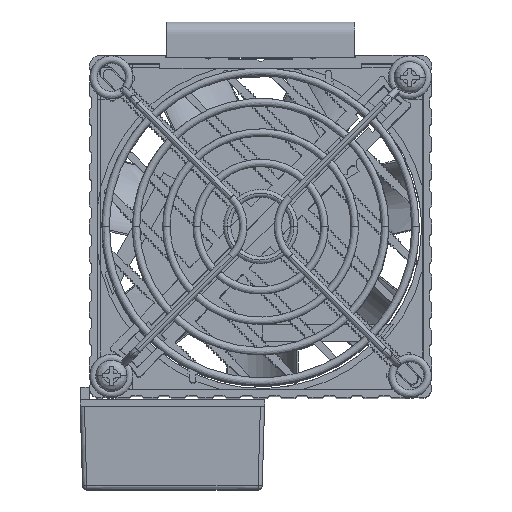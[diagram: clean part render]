
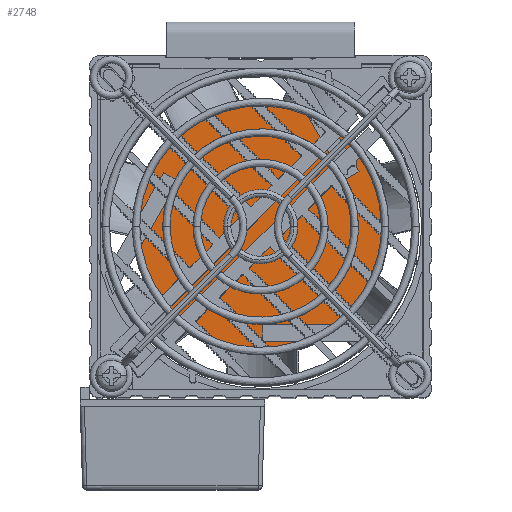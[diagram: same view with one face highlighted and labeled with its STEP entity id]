
A CAD part, top view. The second image highlights one B-rep face of the part: STEP entity #2748.
In plain terms, the highlighted planar face has unit normal (0, 0, 1).
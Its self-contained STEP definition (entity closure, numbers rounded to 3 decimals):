
#2748=ADVANCED_FACE($,(#5530),#39774,.T.);
#5530=FACE_OUTER_BOUND($,#8347,.T.);
#8347=EDGE_LOOP($,(#23186,#23187,#23188,#23189,#23190,#23191,#23192,#23193,
#23194,#23195,#23196,#23197,#23198));
#23186=ORIENTED_EDGE($,*,*,#31457,.T.);
#23187=ORIENTED_EDGE($,*,*,#31428,.T.);
#23188=ORIENTED_EDGE($,*,*,#31427,.T.);
#23189=ORIENTED_EDGE($,*,*,#31459,.T.);
#23190=ORIENTED_EDGE($,*,*,#31433,.T.);
#23191=ORIENTED_EDGE($,*,*,#31441,.T.);
#23192=ORIENTED_EDGE($,*,*,#31432,.T.);
#23193=ORIENTED_EDGE($,*,*,#31431,.T.);
#23194=ORIENTED_EDGE($,*,*,#31443,.T.);
#23195=ORIENTED_EDGE($,*,*,#31449,.T.);
#23196=ORIENTED_EDGE($,*,*,#31430,.T.);
#23197=ORIENTED_EDGE($,*,*,#31429,.T.);
#23198=ORIENTED_EDGE($,*,*,#31451,.T.);
#31427=EDGE_CURVE($,#36788,#36804,#45004,.T.);
#31428=EDGE_CURVE($,#36789,#36788,#45005,.T.);
#31429=EDGE_CURVE($,#36790,#36800,#45006,.T.);
#31430=EDGE_CURVE($,#36791,#36790,#45007,.T.);
#31431=EDGE_CURVE($,#36792,#36796,#45008,.T.);
#31432=EDGE_CURVE($,#36793,#36792,#45009,.T.);
#31433=EDGE_CURVE($,#36794,#36797,#47397,.T.);
#31441=EDGE_CURVE($,#36797,#36793,#45014,.T.);
#31443=EDGE_CURVE($,#36796,#36801,#47401,.T.);
#31449=EDGE_CURVE($,#36801,#36791,#45020,.T.);
#31451=EDGE_CURVE($,#36800,#36805,#47403,.T.);
#31457=EDGE_CURVE($,#36805,#36789,#45025,.T.);
#31459=EDGE_CURVE($,#36804,#36794,#47406,.T.);
#36788=VERTEX_POINT($,#96166);
#36789=VERTEX_POINT($,#96167);
#36790=VERTEX_POINT($,#96168);
#36791=VERTEX_POINT($,#96169);
#36792=VERTEX_POINT($,#96170);
#36793=VERTEX_POINT($,#96171);
#36794=VERTEX_POINT($,#96172);
#36796=VERTEX_POINT($,#96174);
#36797=VERTEX_POINT($,#96175);
#36800=VERTEX_POINT($,#96178);
#36801=VERTEX_POINT($,#96179);
#36804=VERTEX_POINT($,#96182);
#36805=VERTEX_POINT($,#96183);
#39774=PLANE($,#48486);
#45004=B_SPLINE_CURVE_WITH_KNOTS($,1,(#94138,#94139),.UNSPECIFIED.,.F.,.F.,
(2,2),(37.298,55.649),.UNSPECIFIED.);
#45005=B_SPLINE_CURVE_WITH_KNOTS($,1,(#94140,#94141),.UNSPECIFIED.,.F.,.F.,
(2,2),(102.028,106.028),.UNSPECIFIED.);
#45006=B_SPLINE_CURVE_WITH_KNOTS($,1,(#94142,#94143),.UNSPECIFIED.,.F.,.F.,
(2,2),(37.298,55.649),.UNSPECIFIED.);
#45007=B_SPLINE_CURVE_WITH_KNOTS($,1,(#94144,#94145),.UNSPECIFIED.,.F.,.F.,
(2,2),(102.028,106.028),.UNSPECIFIED.);
#45008=B_SPLINE_CURVE_WITH_KNOTS($,1,(#94146,#94147),.UNSPECIFIED.,.F.,.F.,
(2,2),(37.298,55.649),.UNSPECIFIED.);
#45009=B_SPLINE_CURVE_WITH_KNOTS($,1,(#94148,#94149),.UNSPECIFIED.,.F.,.F.,
(2,2),(102.028,106.028),.UNSPECIFIED.);
#45014=B_SPLINE_CURVE_WITH_KNOTS($,1,(#94176,#94177),.UNSPECIFIED.,.F.,.F.,
(2,2),(90.265,102.028),.UNSPECIFIED.);
#45020=B_SPLINE_CURVE_WITH_KNOTS($,1,(#94204,#94205),.UNSPECIFIED.,.F.,.F.,
(2,2),(90.265,102.028),.UNSPECIFIED.);
#45025=B_SPLINE_CURVE_WITH_KNOTS($,1,(#94229,#94230),.UNSPECIFIED.,.F.,.F.,
(2,2),(90.265,102.028),.UNSPECIFIED.);
#47397=(
BOUNDED_CURVE()
B_SPLINE_CURVE(2,(#94150,#94151,#94152),.UNSPECIFIED.,.F.,.F.)
B_SPLINE_CURVE_WITH_KNOTS((3,3),(0.,27.453),.UNSPECIFIED.)
CURVE()
GEOMETRIC_REPRESENTATION_ITEM()
RATIONAL_B_SPLINE_CURVE((1.,0.892,1.))
REPRESENTATION_ITEM($)
);
#47401=(
BOUNDED_CURVE()
B_SPLINE_CURVE(2,(#94180,#94181,#94182,#94183,#94184),.UNSPECIFIED.,.F.,
.F.)
B_SPLINE_CURVE_WITH_KNOTS((3,2,3),(34.942,46.338,89.183),
.UNSPECIFIED.)
CURVE()
GEOMETRIC_REPRESENTATION_ITEM()
RATIONAL_B_SPLINE_CURVE((1.,0.983,1.,0.745,1.))
REPRESENTATION_ITEM($)
);
#47403=(
BOUNDED_CURVE()
B_SPLINE_CURVE(2,(#94208,#94209,#94210,#94211,#94212),.UNSPECIFIED.,.F.,
.F.)
B_SPLINE_CURVE_WITH_KNOTS((3,2,3),(97.548,139.015,151.696),
.UNSPECIFIED.)
CURVE()
GEOMETRIC_REPRESENTATION_ITEM()
RATIONAL_B_SPLINE_CURVE((1.,0.759,1.,0.979,1.))
REPRESENTATION_ITEM($)
);
#47406=(
BOUNDED_CURVE()
B_SPLINE_CURVE(2,(#94233,#94234,#94235),.UNSPECIFIED.,.F.,.F.)
B_SPLINE_CURVE_WITH_KNOTS((3,3),(159.141,185.354),.UNSPECIFIED.)
CURVE()
GEOMETRIC_REPRESENTATION_ITEM()
RATIONAL_B_SPLINE_CURVE((1.,0.902,1.))
REPRESENTATION_ITEM($)
);
#48486=AXIS2_PLACEMENT_3D($,#95621,#49320,$);
#49320=DIRECTION($,(0.,0.,1.));
#94138=CARTESIAN_POINT($,(10.272,48.,0.));
#94139=CARTESIAN_POINT($,(28.623,48.,0.));
#94140=CARTESIAN_POINT($,(10.272,44.,0.));
#94141=CARTESIAN_POINT($,(10.272,48.,0.));
#94142=CARTESIAN_POINT($,(-9.83,82.394,0.));
#94143=CARTESIAN_POINT($,(-19.005,66.502,0.));
#94144=CARTESIAN_POINT($,(-13.294,84.394,0.));
#94145=CARTESIAN_POINT($,(-9.83,82.394,0.));
#94146=CARTESIAN_POINT($,(30.008,82.606,0.));
#94147=CARTESIAN_POINT($,(20.832,98.498,0.));
#94148=CARTESIAN_POINT($,(33.472,84.606,0.));
#94149=CARTESIAN_POINT($,(30.008,82.606,0.));
#94150=CARTESIAN_POINT($,(39.65,71.,0.));
#94151=CARTESIAN_POINT($,(39.65,85.953,0.));
#94152=CARTESIAN_POINT($,(27.59,94.793,0.));
#94176=CARTESIAN_POINT($,(27.59,94.793,0.));
#94177=CARTESIAN_POINT($,(33.472,84.606,0.));
#94180=CARTESIAN_POINT($,(20.832,98.498,0.));
#94181=CARTESIAN_POINT($,(15.679,100.5,0.));
#94182=CARTESIAN_POINT($,(10.15,100.5,0.));
#94183=CARTESIAN_POINT($,(-16.299,100.5,0.));
#94184=CARTESIAN_POINT($,(-19.175,74.207,0.));
#94204=CARTESIAN_POINT($,(-19.175,74.207,0.));
#94205=CARTESIAN_POINT($,(-13.294,84.394,0.));
#94208=CARTESIAN_POINT($,(-19.005,66.502,0.));
#94209=CARTESIAN_POINT($,(-15.148,41.5,0.));
#94210=CARTESIAN_POINT($,(10.15,41.5,0.));
#94211=CARTESIAN_POINT($,(16.355,41.5,0.));
#94212=CARTESIAN_POINT($,(22.035,44.,0.));
#94229=CARTESIAN_POINT($,(22.035,44.,0.));
#94230=CARTESIAN_POINT($,(10.272,44.,0.));
#94233=CARTESIAN_POINT($,(28.623,48.,0.));
#94234=CARTESIAN_POINT($,(39.65,56.857,0.));
#94235=CARTESIAN_POINT($,(39.65,71.,0.));
#95621=CARTESIAN_POINT($,(-19.35,41.5,0.));
#96166=CARTESIAN_POINT($,(10.272,48.,0.));
#96167=CARTESIAN_POINT($,(10.272,44.,0.));
#96168=CARTESIAN_POINT($,(-9.83,82.394,0.));
#96169=CARTESIAN_POINT($,(-13.294,84.394,0.));
#96170=CARTESIAN_POINT($,(30.008,82.606,0.));
#96171=CARTESIAN_POINT($,(33.472,84.606,0.));
#96172=CARTESIAN_POINT($,(39.65,71.,0.));
#96174=CARTESIAN_POINT($,(20.832,98.498,0.));
#96175=CARTESIAN_POINT($,(27.59,94.793,0.));
#96178=CARTESIAN_POINT($,(-19.005,66.502,0.));
#96179=CARTESIAN_POINT($,(-19.175,74.207,0.));
#96182=CARTESIAN_POINT($,(28.623,48.,0.));
#96183=CARTESIAN_POINT($,(22.035,44.,0.));
